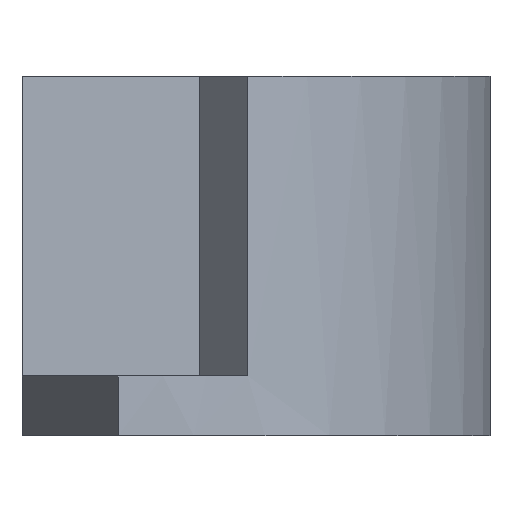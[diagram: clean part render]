
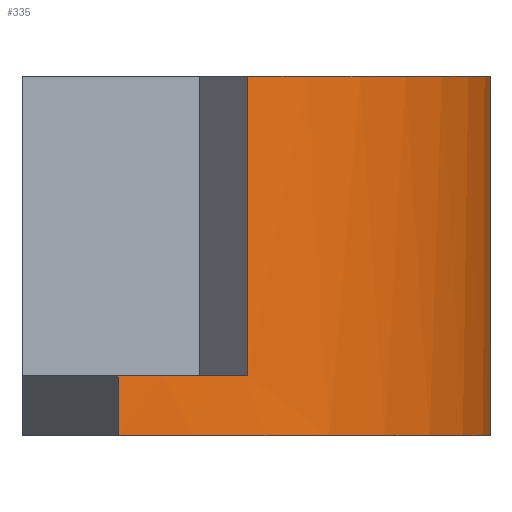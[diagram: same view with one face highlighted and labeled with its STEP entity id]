
A CAD part, left-side view. The second image highlights one B-rep face of the part: STEP entity #335.
In plain terms, the highlighted cylindrical face has radius 15 mm (diameter 30 mm), a partial arc.
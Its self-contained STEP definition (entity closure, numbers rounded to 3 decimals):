
#15=CYLINDRICAL_SURFACE('',#377,15.);
#16=CIRCLE('',#376,15.);
#17=CIRCLE('',#378,15.);
#18=CIRCLE('',#379,15.);
#22=FACE_OUTER_BOUND('',#40,.T.);
#40=EDGE_LOOP('',(#234,#235,#236,#237,#238,#239));
#56=LINE('',#488,#100);
#65=LINE('',#510,#109);
#66=LINE('',#513,#110);
#100=VECTOR('',#399,15.);
#109=VECTOR('',#418,15.);
#110=VECTOR('',#421,10.);
#143=VERTEX_POINT('',#484);
#145=VERTEX_POINT('',#487);
#150=VERTEX_POINT('',#501);
#152=VERTEX_POINT('',#507);
#153=VERTEX_POINT('',#509);
#154=VERTEX_POINT('',#511);
#175=EDGE_CURVE('',#145,#143,#56,.T.);
#182=EDGE_CURVE('',#150,#145,#16,.T.);
#185=EDGE_CURVE('',#143,#152,#17,.T.);
#186=EDGE_CURVE('',#152,#153,#65,.T.);
#187=EDGE_CURVE('',#153,#154,#18,.T.);
#188=EDGE_CURVE('',#154,#150,#66,.T.);
#234=ORIENTED_EDGE('',*,*,#182,.T.);
#235=ORIENTED_EDGE('',*,*,#175,.T.);
#236=ORIENTED_EDGE('',*,*,#185,.T.);
#237=ORIENTED_EDGE('',*,*,#186,.T.);
#238=ORIENTED_EDGE('',*,*,#187,.T.);
#239=ORIENTED_EDGE('',*,*,#188,.T.);
#335=ADVANCED_FACE('',(#22),#15,.T.);
#376=AXIS2_PLACEMENT_3D('',#502,#410,#411);
#377=AXIS2_PLACEMENT_3D('',#506,#414,#415);
#378=AXIS2_PLACEMENT_3D('',#508,#416,#417);
#379=AXIS2_PLACEMENT_3D('',#512,#419,#420);
#399=DIRECTION('',(0.,0.,-1.));
#410=DIRECTION('center_axis',(0.,0.,-1.));
#411=DIRECTION('ref_axis',(0.,-1.,0.));
#414=DIRECTION('center_axis',(0.,0.,-1.));
#415=DIRECTION('ref_axis',(0.,-1.,0.));
#416=DIRECTION('center_axis',(0.,0.,1.));
#417=DIRECTION('ref_axis',(0.,-1.,0.));
#418=DIRECTION('',(0.,0.,1.));
#419=DIRECTION('center_axis',(0.,0.,-1.));
#420=DIRECTION('ref_axis',(0.,-1.,0.));
#421=DIRECTION('',(0.,0.,-1.));
#484=CARTESIAN_POINT('',(4.174,-3.205,0.));
#487=CARTESIAN_POINT('',(4.174,-3.205,2.));
#488=CARTESIAN_POINT('',(4.174,-3.205,0.));
#501=CARTESIAN_POINT('',(5.64,-7.525,2.));
#502=CARTESIAN_POINT('Origin',(18.946,-0.6,2.));
#506=CARTESIAN_POINT('Origin',(18.946,-0.6,0.));
#507=CARTESIAN_POINT('',(18.946,-15.6,0.));
#508=CARTESIAN_POINT('Origin',(18.946,-0.6,0.));
#509=CARTESIAN_POINT('',(18.946,-15.6,12.));
#510=CARTESIAN_POINT('',(18.946,-15.6,0.));
#511=CARTESIAN_POINT('',(5.64,-7.525,12.));
#512=CARTESIAN_POINT('Origin',(18.946,-0.6,12.));
#513=CARTESIAN_POINT('',(5.64,-7.525,0.));
